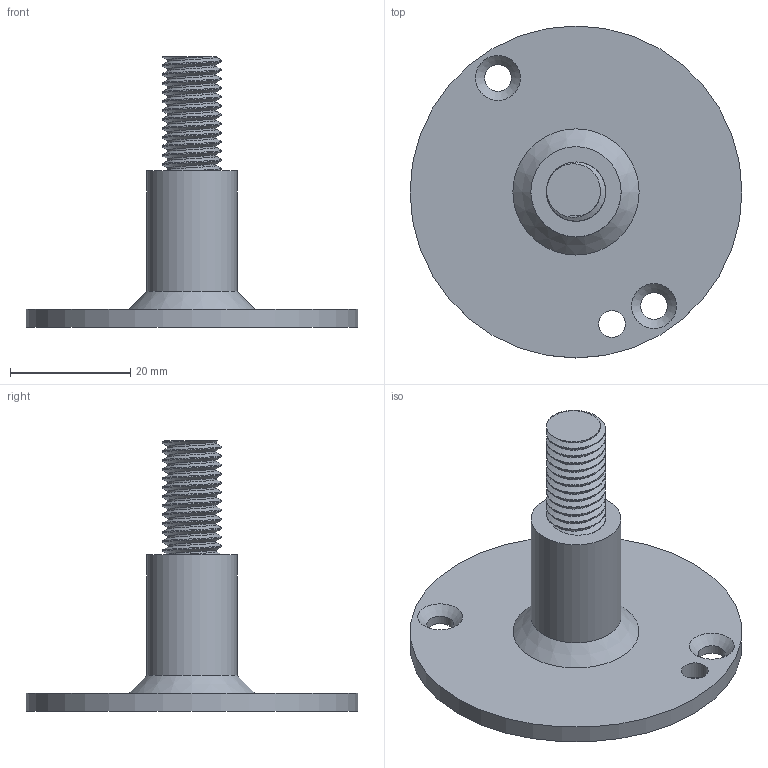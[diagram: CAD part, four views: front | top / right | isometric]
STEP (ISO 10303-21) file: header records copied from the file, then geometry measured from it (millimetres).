
FILE_DESCRIPTION(/* description */ (''),/* implementation_level */ '2;1');
FILE_NAME(/* name */ 'axe pour métal final v2 v1.step',/* time_stamp */ '2019-07-22T23:29:14+02:00',/* author */ (''),/* organization */ (''),/* preprocessor_version */ 'ST-DEVELOPER v18',/* originating_system */ 'Autodesk Translation Framework v8.2.0.1029',/* authorisation */ '');
FILE_SCHEMA (('AUTOMOTIVE_DESIGN { 1 0 10303 214 3 1 1 }'));
Length unit declared in the file: centimetre
Products named in the file (1): axe pour métal final v2
Bounding box: 55.3 x 55.3 x 45 mm (x, y, z)
Volume: 12536.9 mm3; surface area: 7238.8 mm2
Topology: 1 solids, 1 shells, 42 faces, 112 edges, 74 vertices
Faces by surface type: cylinder 33, plane 4, cone 3, bspline 2
Full cylindrical faces by diameter (mm): 4.472 x3, 8.141 x12, 9.85 x12, 15.026 x1, 55.3 x1
Entity records: 4165 total; most frequent: CARTESIAN_POINT 3174, ORIENTED_EDGE 224, DIRECTION 154, EDGE_CURVE 112, VERTEX_POINT 74, AXIS2_PLACEMENT_3D 60, B_SPLINE_CURVE_WITH_KNOTS 59, EDGE_LOOP 50
